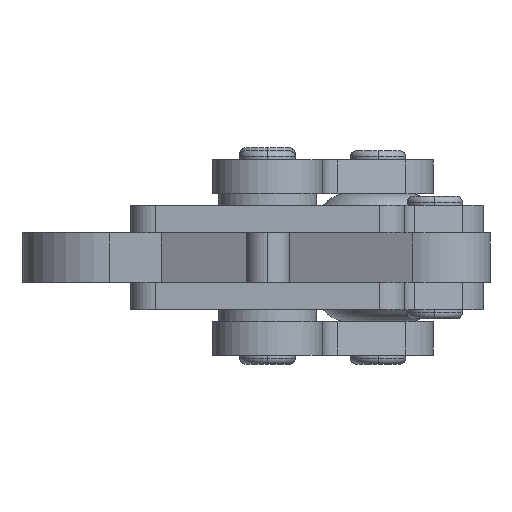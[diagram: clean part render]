
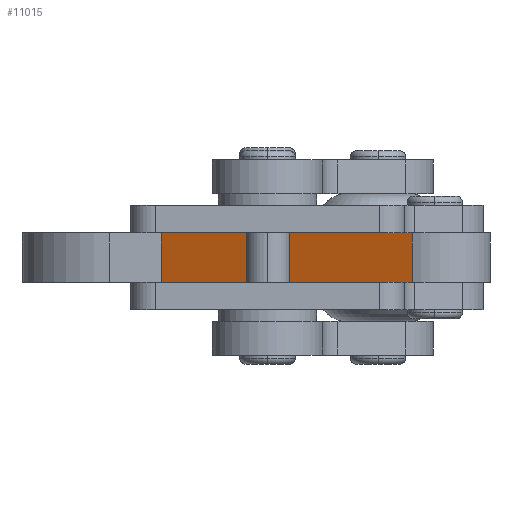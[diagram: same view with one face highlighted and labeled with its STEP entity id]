
A CAD part, front view. The second image highlights one B-rep face of the part: STEP entity #11015.
In plain terms, the highlighted face is planar.
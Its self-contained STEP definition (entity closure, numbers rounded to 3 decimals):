
#1397 = CARTESIAN_POINT ( 'NONE',  ( 34.116, -46.947, -4. ) ) ;
#1422 = CARTESIAN_POINT ( 'NONE',  ( -6.515, -28., 4. ) ) ;
#1712 = VERTEX_POINT ( 'NONE', #5850 ) ;
#1723 = VERTEX_POINT ( 'NONE', #11539 ) ;
#5108 = ORIENTED_EDGE ( 'NONE', *, *, #17186, .T. ) ;
#5109 = ORIENTED_EDGE ( 'NONE', *, *, #17195, .F. ) ;
#5110 = ORIENTED_EDGE ( 'NONE', *, *, #17178, .F. ) ;
#5111 = ORIENTED_EDGE ( 'NONE', *, *, #17194, .T. ) ;
#5706 = AXIS2_PLACEMENT_3D ( 'NONE', #20499, #20507, #20508 ) ;
#5761 = VERTEX_POINT ( 'NONE', #1422 ) ;
#5769 = VERTEX_POINT ( 'NONE', #1397 ) ;
#5850 = CARTESIAN_POINT ( 'NONE',  ( -6.515, -28., -4. ) ) ;
#6164 = LINE ( 'NONE', #8669, #6167 ) ;
#6167 = VECTOR ( 'NONE', #8670, 1000. ) ;
#6175 = LINE ( 'NONE', #8686, #6179 ) ;
#6179 = VECTOR ( 'NONE', #8684, 1000. ) ;
#6190 = LINE ( 'NONE', #8705, #6193 ) ;
#6192 = LINE ( 'NONE', #8707, #6195 ) ;
#6193 = VECTOR ( 'NONE', #8706, 1000. ) ;
#6195 = VECTOR ( 'NONE', #8708, 1000. ) ;
#8669 = CARTESIAN_POINT ( 'NONE',  ( -6.515, -28., 4. ) ) ;
#8670 = DIRECTION ( 'NONE',  ( 0.906, -0.423, 0. ) ) ;
#8684 = DIRECTION ( 'NONE',  ( 0.906, -0.423, 0. ) ) ;
#8686 = CARTESIAN_POINT ( 'NONE',  ( -6.515, -28., -4. ) ) ;
#8705 = CARTESIAN_POINT ( 'NONE',  ( -6.515, -28., 4. ) ) ;
#8706 = DIRECTION ( 'NONE',  ( 0., 0., -1. ) ) ;
#8707 = CARTESIAN_POINT ( 'NONE',  ( 34.116, -46.947, 4. ) ) ;
#8708 = DIRECTION ( 'NONE',  ( 0., 0., -1. ) ) ;
#9210 = EDGE_LOOP ( 'NONE', ( #5108, #5109, #5110, #5111 ) ) ;
#11015 = ADVANCED_FACE ( 'NONE', ( #13777 ), #20504, .F. ) ;
#11539 = CARTESIAN_POINT ( 'NONE',  ( 34.116, -46.947, 4. ) ) ;
#13777 = FACE_OUTER_BOUND ( 'NONE', #9210, .T. ) ;
#17178 = EDGE_CURVE ( 'NONE', #5761, #1723, #6164, .T. ) ;
#17186 = EDGE_CURVE ( 'NONE', #1712, #5769, #6175, .T. ) ;
#17194 = EDGE_CURVE ( 'NONE', #5761, #1712, #6190, .T. ) ;
#17195 = EDGE_CURVE ( 'NONE', #1723, #5769, #6192, .T. ) ;
#20499 = CARTESIAN_POINT ( 'NONE',  ( -6.515, -28., 4. ) ) ;
#20504 = PLANE ( 'NONE',  #5706 ) ;
#20507 = DIRECTION ( 'NONE',  ( 0.423, 0.906, 0. ) ) ;
#20508 = DIRECTION ( 'NONE',  ( -0.906, 0.423, 0. ) ) ;
